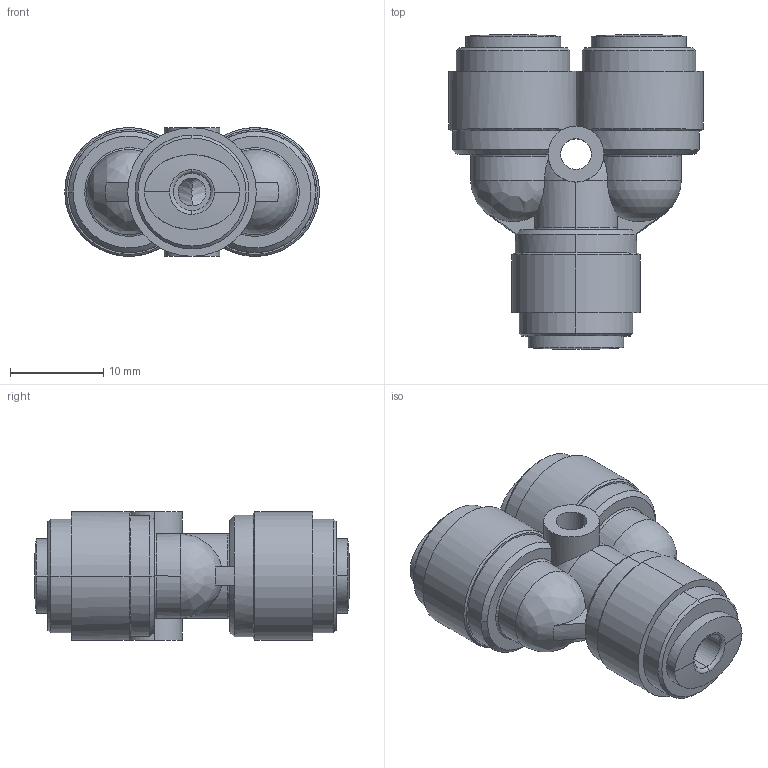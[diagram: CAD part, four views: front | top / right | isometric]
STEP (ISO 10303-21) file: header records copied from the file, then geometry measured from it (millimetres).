
FILE_DESCRIPTION (( 'STEP AP214' ), '1' );
FILE_NAME ('UY532-P.step', '2017-08-29T21:05:13', ( '' ), ( '' ), 'SwSTEP 2.0', 'SolidWorks 2017', '' );
FILE_SCHEMA (( 'AUTOMOTIVE_DESIGN' ));
Length unit declared in the file: inch
Products named in the file (1): UY532-P
Bounding box: 27.3 x 33.7 x 13.8 mm (x, y, z)
Volume: 5620.3 mm3; surface area: 3403.4 mm2
Topology: 1 solids, 1 shells, 108 faces, 266 edges, 165 vertices
Faces by surface type: cylinder 34, bspline 29, plane 21, cone 17, torus 6, sphere 1
Entity records: 6116 total; most frequent: CARTESIAN_POINT 3754, ORIENTED_EDGE 530, DIRECTION 423, EDGE_CURVE 265, AXIS2_PLACEMENT_3D 182, VERTEX_POINT 165, EDGE_LOOP 120, ADVANCED_FACE 108
